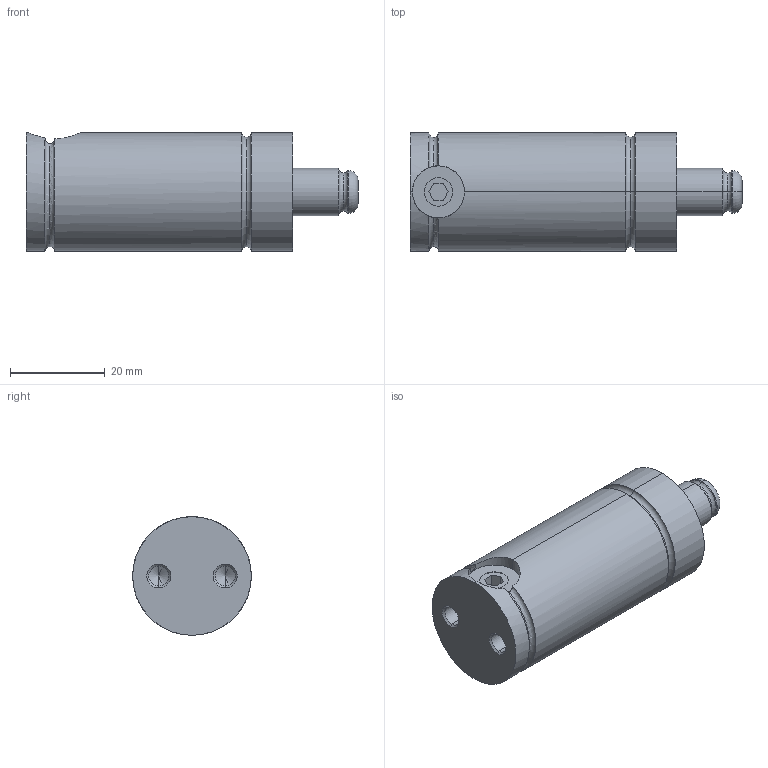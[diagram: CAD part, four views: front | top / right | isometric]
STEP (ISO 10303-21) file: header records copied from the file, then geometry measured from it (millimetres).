
FILE_DESCRIPTION (( 'STEP AP203' ), '1' );
FILE_NAME ('O 00400_010A.step', '2018-11-29T06:22:46', ( '' ), ( '' ), 'SwSTEP 2.0', 'SolidWorks 2016', '' );
FILE_SCHEMA (( 'CONFIG_CONTROL_DESIGN' ));
Length unit declared in the file: millimetre
Products named in the file (1): O 00400_010A
Bounding box: 70 x 25 x 25 mm (x, y, z)
Volume: 27761.5 mm3; surface area: 6359.7 mm2
Topology: 1 solids, 1 shells, 62 faces, 136 edges, 76 vertices
Faces by surface type: cylinder 20, torus 18, cone 12, plane 12
Entity records: 1821 total; most frequent: CARTESIAN_POINT 379, DIRECTION 320, ORIENTED_EDGE 260, AXIS2_PLACEMENT_3D 135, EDGE_CURVE 130, VERTEX_POINT 76, CIRCLE 72, EDGE_LOOP 68
